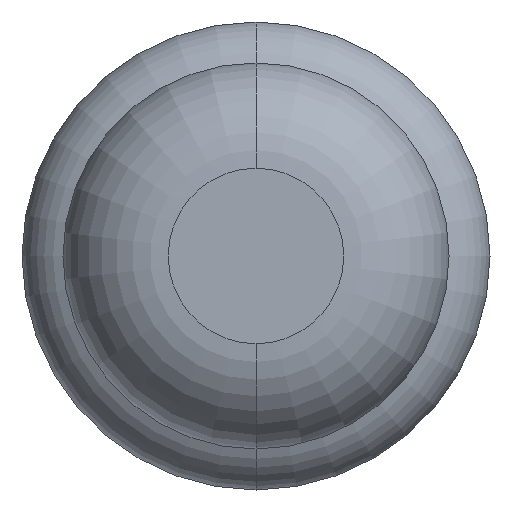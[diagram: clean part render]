
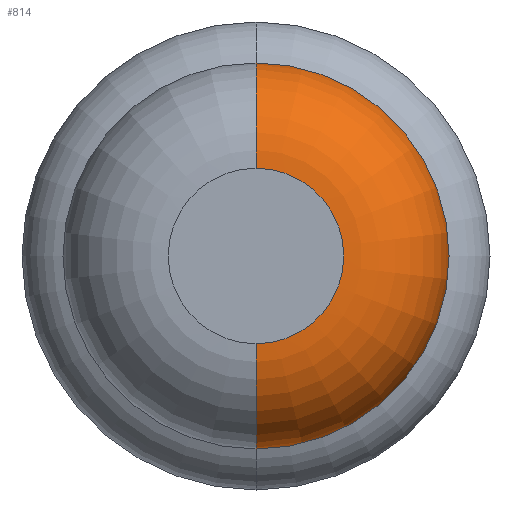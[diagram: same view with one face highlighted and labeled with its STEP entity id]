
A CAD part, front view. The second image highlights one B-rep face of the part: STEP entity #814.
In plain terms, the highlighted toroidal (fillet/blend) face has major radius 0.375 mm and minor radius 0.45 mm.
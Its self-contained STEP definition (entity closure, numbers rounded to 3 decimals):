
#82 = AXIS2_PLACEMENT_3D ( 'NONE', #1622, #1639, #963 ) ;
#479 = DIRECTION ( 'NONE',  ( -1., 0., 0. ) ) ;
#639 = DIRECTION ( 'NONE',  ( 1., 0., 0. ) ) ;
#745 = VERTEX_POINT ( 'NONE', #2479 ) ;
#814 = ADVANCED_FACE ( 'Defeature ausgef�hrt1_8', ( #4354 ), #3426, .T. ) ;
#818 = CARTESIAN_POINT ( 'NONE',  ( 0., -25.55, 0.375 ) ) ;
#871 = EDGE_CURVE ( 'NONE', #2236, #745, #3641, .T. ) ;
#957 = ORIENTED_EDGE ( 'NONE', *, *, #1369, .F. ) ;
#963 = DIRECTION ( 'NONE',  ( 0., 0., 1. ) ) ;
#1087 = CARTESIAN_POINT ( 'NONE',  ( 0., -26., 0. ) ) ;
#1369 = EDGE_CURVE ( 'Defeature ausgef�hrt1_9+Defeature ausgef�hrt1_8+Defeature ausgef�hrt1_8+Defeature ausgef�hrt1_8', #3652, #745, #3755, .T. ) ;
#1455 = ORIENTED_EDGE ( 'NONE', *, *, #871, .T. ) ;
#1610 = AXIS2_PLACEMENT_3D ( 'NONE', #4370, #639, #3300 ) ;
#1622 = CARTESIAN_POINT ( 'NONE',  ( 0., -25.55, 0. ) ) ;
#1639 = DIRECTION ( 'NONE',  ( 0., 1., 0. ) ) ;
#1944 = ORIENTED_EDGE ( 'NONE', *, *, #3105, .F. ) ;
#2236 = VERTEX_POINT ( 'NONE', #3414 ) ;
#2247 = DIRECTION ( 'NONE',  ( 0., 1., 0. ) ) ;
#2376 = AXIS2_PLACEMENT_3D ( 'NONE', #1087, #3496, #3453 ) ;
#2431 = CIRCLE ( 'NONE', #2376, 0.375 ) ;
#2453 = AXIS2_PLACEMENT_3D ( 'NONE', #4349, #2247, #2591 ) ;
#2479 = CARTESIAN_POINT ( 'NONE',  ( 0., -25.55, -0.825 ) ) ;
#2591 = DIRECTION ( 'NONE',  ( 0., 0., 1. ) ) ;
#2967 = CIRCLE ( 'NONE', #3821, 0.45 ) ;
#2972 = CARTESIAN_POINT ( 'NONE',  ( 0., -25.55, 0.825 ) ) ;
#3001 = VERTEX_POINT ( 'NONE', #3926 ) ;
#3105 = EDGE_CURVE ( 'NONE', #3001, #3652, #2967, .T. ) ;
#3300 = DIRECTION ( 'NONE',  ( 0., 0., -1. ) ) ;
#3362 = EDGE_LOOP ( 'NONE', ( #3913, #1455, #957, #1944 ) ) ;
#3414 = CARTESIAN_POINT ( 'NONE',  ( 0., -26., -0.375 ) ) ;
#3426 = TOROIDAL_SURFACE ( 'NONE', #82, 0.375, 0.45 ) ;
#3453 = DIRECTION ( 'NONE',  ( 0., 0., 1. ) ) ;
#3496 = DIRECTION ( 'NONE',  ( 0., 1., 0. ) ) ;
#3544 = EDGE_CURVE ( 'Defeature ausgef�hrt1_8+Defeature ausgef�hrt1_7+Defeature ausgef�hrt1_7+Defeature ausgef�hrt1_7', #3001, #2236, #2431, .T. ) ;
#3641 = CIRCLE ( 'NONE', #1610, 0.45 ) ;
#3652 = VERTEX_POINT ( 'NONE', #2972 ) ;
#3755 = CIRCLE ( 'NONE', #2453, 0.825 ) ;
#3821 = AXIS2_PLACEMENT_3D ( 'NONE', #818, #479, #4338 ) ;
#3913 = ORIENTED_EDGE ( 'NONE', *, *, #3544, .T. ) ;
#3926 = CARTESIAN_POINT ( 'NONE',  ( 0., -26., 0.375 ) ) ;
#4338 = DIRECTION ( 'NONE',  ( 0., 0., 1. ) ) ;
#4349 = CARTESIAN_POINT ( 'NONE',  ( 0., -25.55, 0. ) ) ;
#4354 = FACE_OUTER_BOUND ( 'NONE', #3362, .T. ) ;
#4370 = CARTESIAN_POINT ( 'NONE',  ( 0., -25.55, -0.375 ) ) ;
